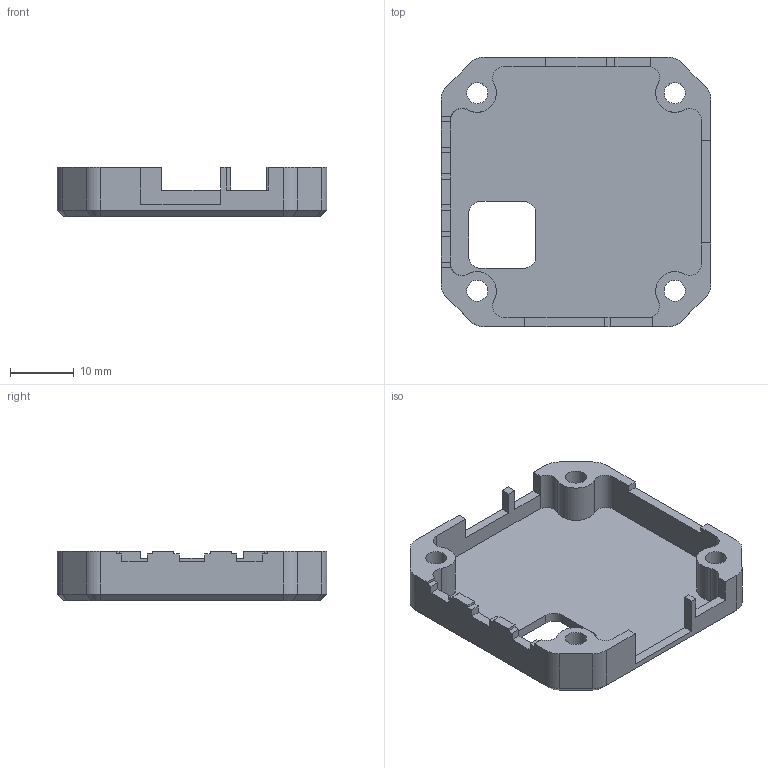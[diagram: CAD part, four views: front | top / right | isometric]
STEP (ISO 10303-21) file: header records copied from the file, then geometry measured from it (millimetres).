
FILE_DESCRIPTION(/* description */ (''),/* implementation_level */ '2;1');
FILE_NAME(/* name */ 'Machined Housing.step',/* time_stamp */ '2024-05-25T14:48:56+12:00',/* author */ (''),/* organization */ (''),/* preprocessor_version */ 'ST-DEVELOPER v20',/* originating_system */ 'Autodesk Translation Framework v12.20.1.177',/* authorisation */ '');
FILE_SCHEMA (('AUTOMOTIVE_DESIGN { 1 0 10303 214 3 1 1 }'));
Length unit declared in the file: millimetre
Products named in the file (1): PD Stepper Driver Housing
Bounding box: 42.32 x 42.3 x 7.7 mm (x, y, z)
Volume: 4056.1 mm3; surface area: 5260.5 mm2
Topology: 1 solids, 1 shells, 110 faces, 304 edges, 196 vertices
Faces by surface type: plane 70, cylinder 28, cone 12
Full cylindrical faces by diameter (mm): 3.3 x4
Entity records: 3541 total; most frequent: CARTESIAN_POINT 611, ORIENTED_EDGE 608, DIRECTION 596, EDGE_CURVE 304, LINE 234, VECTOR 234, VERTEX_POINT 196, AXIS2_PLACEMENT_3D 181
